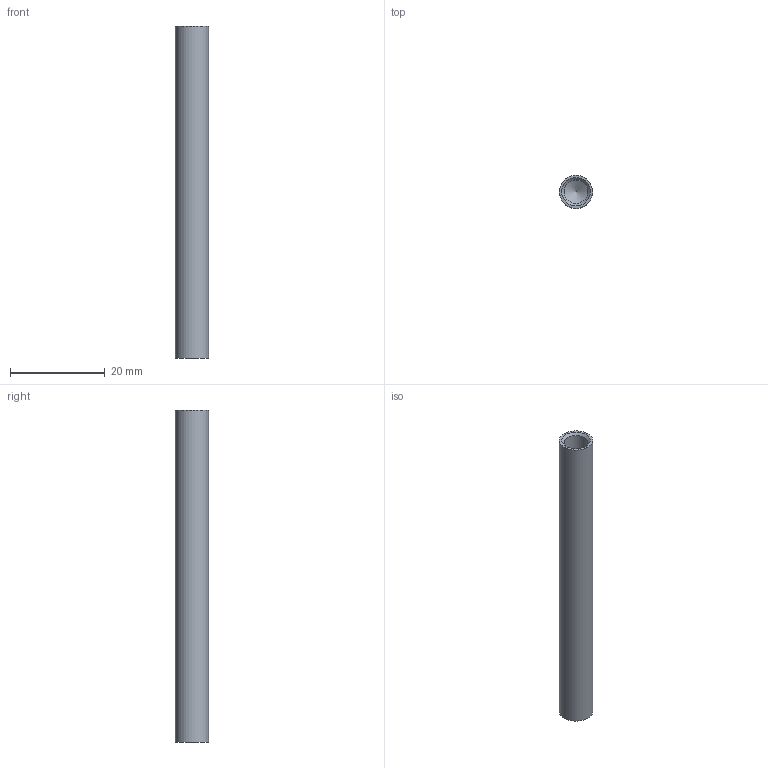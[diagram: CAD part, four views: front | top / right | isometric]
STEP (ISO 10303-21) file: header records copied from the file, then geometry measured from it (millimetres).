
FILE_DESCRIPTION (( 'STEP AP203' ), '1' );
FILE_NAME ('101000404-GR-IN.step', '2021-12-01T10:39:20', ( '' ), ( '' ), 'SwSTEP 2.0', 'SolidWorks 2018', '' );
FILE_SCHEMA (( 'CONFIG_CONTROL_DESIGN' ));
Length unit declared in the file: millimetre
Products named in the file (2): 101000404-GR-IN
Bounding box: 7 x 7 x 70 mm (x, y, z)
Volume: 1649.1 mm3; surface area: 2495.8 mm2
Topology: 1 solids, 1 shells, 279 faces, 727 edges, 484 vertices
Faces by surface type: plane 131, bspline 107, cylinder 37, cone 4
Full cylindrical faces by diameter (mm): 4.3 x1, 5 x1, 7 x1
Entity records: 13358 total; most frequent: CARTESIAN_POINT 7089, ORIENTED_EDGE 1432, DIRECTION 948, EDGE_CURVE 716, VERTEX_POINT 480, VECTOR 352, LINE 352, EDGE_LOOP 320
